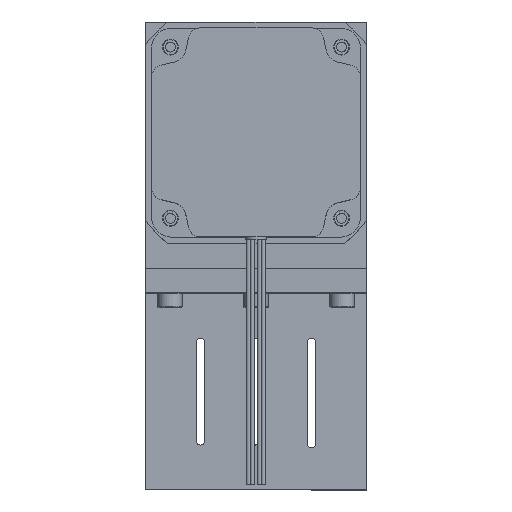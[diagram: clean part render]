
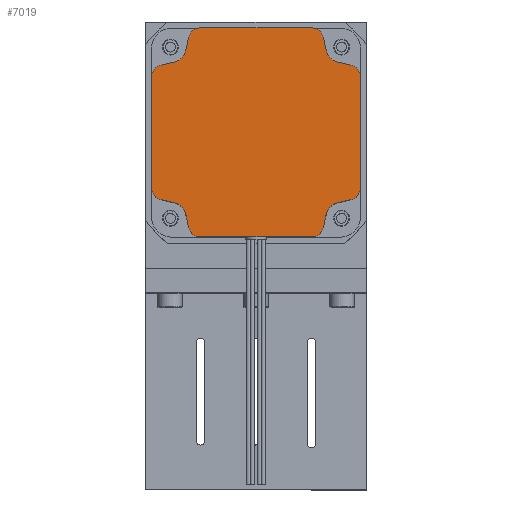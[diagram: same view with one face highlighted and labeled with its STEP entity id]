
A CAD part, top view. The second image highlights one B-rep face of the part: STEP entity #7019.
In plain terms, the highlighted face is planar.
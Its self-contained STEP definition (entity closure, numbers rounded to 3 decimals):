
#514=PLANE('',#7913);
#1003=FACE_OUTER_BOUND('',#1446,.T.);
#1446=EDGE_LOOP('',(#6083,#6084,#6085,#6086,#6087,#6088,#6089,#6090,#6091,
#6092,#6093,#6094,#6095,#6096,#6097,#6098,#6099,#6100,#6101,#6102,#6103,
#6104,#6105,#6106));
#1997=LINE('',#11565,#2606);
#2002=LINE('',#11574,#2611);
#2006=LINE('',#11589,#2615);
#2011=LINE('',#11598,#2620);
#2015=LINE('',#11613,#2624);
#2024=LINE('',#11630,#2633);
#2028=LINE('',#11645,#2637);
#2033=LINE('',#11654,#2642);
#2036=LINE('',#11667,#2645);
#2039=LINE('',#11672,#2648);
#2042=LINE('',#11683,#2651);
#2045=LINE('',#11688,#2654);
#2606=VECTOR('',#9362,10.);
#2611=VECTOR('',#9371,10.);
#2615=VECTOR('',#9389,10.);
#2620=VECTOR('',#9398,10.);
#2624=VECTOR('',#9416,10.);
#2633=VECTOR('',#9429,10.);
#2637=VECTOR('',#9447,10.);
#2642=VECTOR('',#9456,10.);
#2645=VECTOR('',#9473,10.);
#2648=VECTOR('',#9478,10.);
#2651=VECTOR('',#9491,10.);
#2654=VECTOR('',#9496,10.);
#3064=CIRCLE('',#7845,5.);
#3066=CIRCLE('',#7852,6.);
#3068=CIRCLE('',#7856,5.);
#3069=CIRCLE('',#7861,5.);
#3071=CIRCLE('',#7865,6.);
#3072=CIRCLE('',#7870,5.);
#3074=CIRCLE('',#7874,5.);
#3075=CIRCLE('',#7879,6.);
#3077=CIRCLE('',#7883,5.);
#3078=CIRCLE('',#7887,5.);
#3079=CIRCLE('',#7889,6.);
#3080=CIRCLE('',#7893,5.);
#3598=VERTEX_POINT('',#11552);
#3599=VERTEX_POINT('',#11554);
#3602=VERTEX_POINT('',#11564);
#3604=VERTEX_POINT('',#11572);
#3605=VERTEX_POINT('',#11576);
#3607=VERTEX_POINT('',#11584);
#3608=VERTEX_POINT('',#11588);
#3610=VERTEX_POINT('',#11596);
#3611=VERTEX_POINT('',#11600);
#3613=VERTEX_POINT('',#11608);
#3614=VERTEX_POINT('',#11612);
#3620=VERTEX_POINT('',#11628);
#3621=VERTEX_POINT('',#11632);
#3623=VERTEX_POINT('',#11640);
#3624=VERTEX_POINT('',#11644);
#3626=VERTEX_POINT('',#11652);
#3627=VERTEX_POINT('',#11656);
#3628=VERTEX_POINT('',#11662);
#3629=VERTEX_POINT('',#11666);
#3630=VERTEX_POINT('',#11670);
#3631=VERTEX_POINT('',#11674);
#3632=VERTEX_POINT('',#11678);
#3633=VERTEX_POINT('',#11682);
#3634=VERTEX_POINT('',#11686);
#4420=EDGE_CURVE('',#3599,#3598,#3064,.T.);
#4425=EDGE_CURVE('',#3602,#3599,#1997,.T.);
#4430=EDGE_CURVE('',#3598,#3604,#2002,.T.);
#4431=EDGE_CURVE('',#3605,#3602,#3066,.T.);
#4436=EDGE_CURVE('',#3604,#3607,#3068,.T.);
#4437=EDGE_CURVE('',#3608,#3605,#2006,.T.);
#4442=EDGE_CURVE('',#3607,#3610,#2011,.T.);
#4443=EDGE_CURVE('',#3611,#3608,#3069,.T.);
#4448=EDGE_CURVE('',#3610,#3613,#3071,.T.);
#4449=EDGE_CURVE('',#3614,#3611,#2015,.T.);
#4458=EDGE_CURVE('',#3613,#3620,#2024,.T.);
#4459=EDGE_CURVE('',#3621,#3614,#3072,.T.);
#4464=EDGE_CURVE('',#3620,#3623,#3074,.T.);
#4465=EDGE_CURVE('',#3624,#3621,#2028,.T.);
#4470=EDGE_CURVE('',#3623,#3626,#2033,.T.);
#4471=EDGE_CURVE('',#3627,#3624,#3075,.T.);
#4475=EDGE_CURVE('',#3626,#3628,#3077,.T.);
#4476=EDGE_CURVE('',#3629,#3627,#2036,.T.);
#4479=EDGE_CURVE('',#3628,#3630,#2039,.T.);
#4480=EDGE_CURVE('',#3631,#3629,#3078,.T.);
#4483=EDGE_CURVE('',#3630,#3632,#3079,.T.);
#4484=EDGE_CURVE('',#3633,#3631,#2042,.T.);
#4487=EDGE_CURVE('',#3632,#3634,#2045,.T.);
#4488=EDGE_CURVE('',#3634,#3633,#3080,.T.);
#6083=ORIENTED_EDGE('',*,*,#4443,.T.);
#6084=ORIENTED_EDGE('',*,*,#4437,.T.);
#6085=ORIENTED_EDGE('',*,*,#4431,.T.);
#6086=ORIENTED_EDGE('',*,*,#4425,.T.);
#6087=ORIENTED_EDGE('',*,*,#4420,.T.);
#6088=ORIENTED_EDGE('',*,*,#4430,.T.);
#6089=ORIENTED_EDGE('',*,*,#4436,.T.);
#6090=ORIENTED_EDGE('',*,*,#4442,.T.);
#6091=ORIENTED_EDGE('',*,*,#4448,.T.);
#6092=ORIENTED_EDGE('',*,*,#4458,.T.);
#6093=ORIENTED_EDGE('',*,*,#4464,.T.);
#6094=ORIENTED_EDGE('',*,*,#4470,.T.);
#6095=ORIENTED_EDGE('',*,*,#4475,.T.);
#6096=ORIENTED_EDGE('',*,*,#4479,.T.);
#6097=ORIENTED_EDGE('',*,*,#4483,.T.);
#6098=ORIENTED_EDGE('',*,*,#4487,.T.);
#6099=ORIENTED_EDGE('',*,*,#4488,.T.);
#6100=ORIENTED_EDGE('',*,*,#4484,.T.);
#6101=ORIENTED_EDGE('',*,*,#4480,.T.);
#6102=ORIENTED_EDGE('',*,*,#4476,.T.);
#6103=ORIENTED_EDGE('',*,*,#4471,.T.);
#6104=ORIENTED_EDGE('',*,*,#4465,.T.);
#6105=ORIENTED_EDGE('',*,*,#4459,.T.);
#6106=ORIENTED_EDGE('',*,*,#4449,.T.);
#7019=ADVANCED_FACE('',(#1003),#514,.F.);
#7845=AXIS2_PLACEMENT_3D('',#11555,#9351,#9352);
#7852=AXIS2_PLACEMENT_3D('',#11577,#9374,#9375);
#7856=AXIS2_PLACEMENT_3D('',#11586,#9385,#9386);
#7861=AXIS2_PLACEMENT_3D('',#11601,#9401,#9402);
#7865=AXIS2_PLACEMENT_3D('',#11610,#9412,#9413);
#7870=AXIS2_PLACEMENT_3D('',#11633,#9432,#9433);
#7874=AXIS2_PLACEMENT_3D('',#11642,#9443,#9444);
#7879=AXIS2_PLACEMENT_3D('',#11657,#9459,#9460);
#7883=AXIS2_PLACEMENT_3D('',#11664,#9469,#9470);
#7887=AXIS2_PLACEMENT_3D('',#11675,#9481,#9482);
#7889=AXIS2_PLACEMENT_3D('',#11680,#9487,#9488);
#7893=AXIS2_PLACEMENT_3D('',#11690,#9499,#9500);
#7913=AXIS2_PLACEMENT_3D('',#11728,#9548,#9549);
#9351=DIRECTION('center_axis',(-1.,0.,0.));
#9352=DIRECTION('ref_axis',(0.,-1.,0.));
#9362=DIRECTION('',(0.,-0.976,0.219));
#9371=DIRECTION('',(0.,0.,1.));
#9374=DIRECTION('center_axis',(1.,0.,0.));
#9375=DIRECTION('ref_axis',(0.,-0.976,-0.219));
#9385=DIRECTION('center_axis',(-1.,0.,0.));
#9386=DIRECTION('ref_axis',(0.,-0.219,0.976));
#9389=DIRECTION('',(0.,-0.219,0.976));
#9398=DIRECTION('',(0.,0.976,0.219));
#9401=DIRECTION('center_axis',(-1.,0.,0.));
#9402=DIRECTION('ref_axis',(0.,-0.976,-0.219));
#9412=DIRECTION('center_axis',(1.,0.,0.));
#9413=DIRECTION('ref_axis',(0.,-0.219,0.976));
#9416=DIRECTION('',(0.,-1.,0.));
#9429=DIRECTION('',(0.,0.219,0.976));
#9432=DIRECTION('center_axis',(-1.,0.,0.));
#9433=DIRECTION('ref_axis',(0.,0.,-1.));
#9443=DIRECTION('center_axis',(-1.,0.,0.));
#9444=DIRECTION('ref_axis',(0.,0.,1.));
#9447=DIRECTION('',(0.,-0.219,-0.976));
#9456=DIRECTION('',(0.,1.,0.));
#9459=DIRECTION('center_axis',(1.,0.,0.));
#9460=DIRECTION('ref_axis',(0.,0.219,-0.976));
#9469=DIRECTION('center_axis',(-1.,0.,0.));
#9470=DIRECTION('ref_axis',(0.,0.976,0.219));
#9473=DIRECTION('',(0.,-0.976,-0.219));
#9478=DIRECTION('',(0.,0.219,-0.976));
#9481=DIRECTION('center_axis',(-1.,0.,0.));
#9482=DIRECTION('ref_axis',(0.,0.219,-0.976));
#9487=DIRECTION('center_axis',(1.,0.,0.));
#9488=DIRECTION('ref_axis',(0.,0.976,0.219));
#9491=DIRECTION('',(0.,0.,-1.));
#9496=DIRECTION('',(0.,0.976,-0.219));
#9499=DIRECTION('center_axis',(-1.,0.,0.));
#9500=DIRECTION('ref_axis',(0.,1.,0.));
#9548=DIRECTION('center_axis',(1.,0.,0.));
#9549=DIRECTION('ref_axis',(0.,0.,-1.));
#11552=CARTESIAN_POINT('',(-66.,-42.5,-22.5));
#11554=CARTESIAN_POINT('',(-66.,-38.595,-27.379));
#11555=CARTESIAN_POINT('Origin',(-66.,-37.5,-22.5));
#11564=CARTESIAN_POINT('',(-66.,-33.143,-28.603));
#11565=CARTESIAN_POINT('',(-66.,-20.423,-31.458));
#11572=CARTESIAN_POINT('',(-66.,-42.5,22.5));
#11574=CARTESIAN_POINT('',(-66.,-42.5,34.3));
#11576=CARTESIAN_POINT('',(-66.,-28.603,-33.143));
#11577=CARTESIAN_POINT('Origin',(-66.,-34.457,-34.457));
#11584=CARTESIAN_POINT('',(-66.,-38.595,27.379));
#11586=CARTESIAN_POINT('Origin',(-66.,-37.5,22.5));
#11588=CARTESIAN_POINT('',(-66.,-27.379,-38.595));
#11589=CARTESIAN_POINT('',(-66.,-30.846,-23.15));
#11596=CARTESIAN_POINT('',(-66.,-33.143,28.603));
#11598=CARTESIAN_POINT('',(-66.,-23.15,30.846));
#11600=CARTESIAN_POINT('',(-66.,-22.5,-42.5));
#11601=CARTESIAN_POINT('Origin',(-66.,-22.5,-37.5));
#11608=CARTESIAN_POINT('',(-66.,-28.603,33.143));
#11610=CARTESIAN_POINT('Origin',(-66.,-34.457,34.457));
#11612=CARTESIAN_POINT('',(-66.,22.5,-42.5));
#11613=CARTESIAN_POINT('',(-66.,-34.3,-42.5));
#11628=CARTESIAN_POINT('',(-66.,-27.379,38.595));
#11630=CARTESIAN_POINT('',(-66.,-31.458,20.423));
#11632=CARTESIAN_POINT('',(-66.,27.379,-38.595));
#11633=CARTESIAN_POINT('Origin',(-66.,22.5,-37.5));
#11640=CARTESIAN_POINT('',(-66.,-22.5,42.5));
#11642=CARTESIAN_POINT('Origin',(-66.,-22.5,37.5));
#11644=CARTESIAN_POINT('',(-66.,28.603,-33.143));
#11645=CARTESIAN_POINT('',(-66.,31.458,-20.423));
#11652=CARTESIAN_POINT('',(-66.,22.5,42.5));
#11654=CARTESIAN_POINT('',(-66.,34.3,42.5));
#11656=CARTESIAN_POINT('',(-66.,33.143,-28.603));
#11657=CARTESIAN_POINT('Origin',(-66.,34.457,-34.457));
#11662=CARTESIAN_POINT('',(-66.,27.379,38.595));
#11664=CARTESIAN_POINT('Origin',(-66.,22.5,37.5));
#11666=CARTESIAN_POINT('',(-66.,38.595,-27.379));
#11667=CARTESIAN_POINT('',(-66.,23.15,-30.846));
#11670=CARTESIAN_POINT('',(-66.,28.603,33.143));
#11672=CARTESIAN_POINT('',(-66.,30.846,23.15));
#11674=CARTESIAN_POINT('',(-66.,42.5,-22.5));
#11675=CARTESIAN_POINT('Origin',(-66.,37.5,-22.5));
#11678=CARTESIAN_POINT('',(-66.,33.143,28.603));
#11680=CARTESIAN_POINT('Origin',(-66.,34.457,34.457));
#11682=CARTESIAN_POINT('',(-66.,42.5,22.5));
#11683=CARTESIAN_POINT('',(-66.,42.5,-34.3));
#11686=CARTESIAN_POINT('',(-66.,38.595,27.379));
#11688=CARTESIAN_POINT('',(-66.,20.423,31.458));
#11690=CARTESIAN_POINT('Origin',(-66.,37.5,22.5));
#11728=CARTESIAN_POINT('Origin',(-66.,0.,0.));
